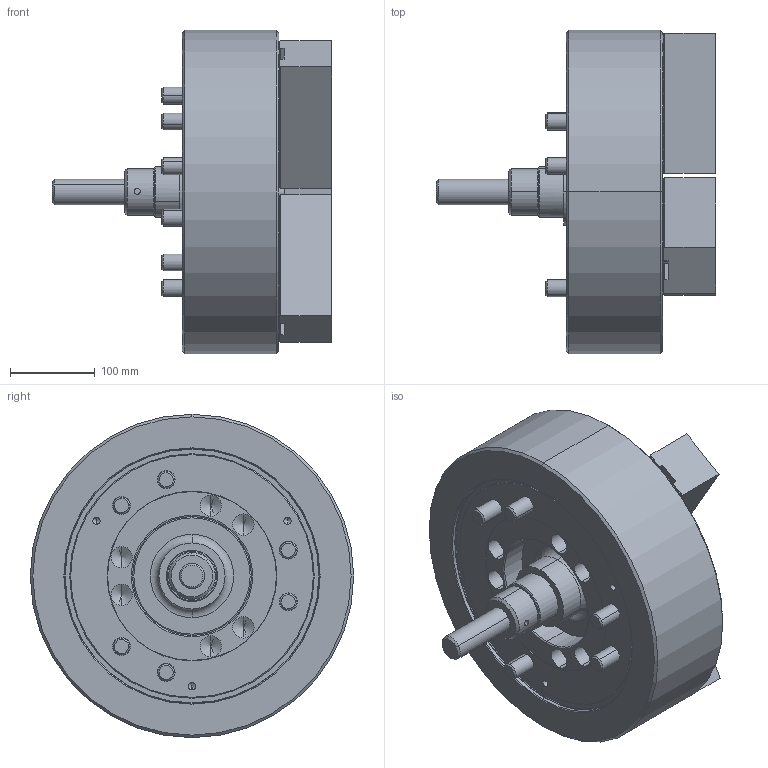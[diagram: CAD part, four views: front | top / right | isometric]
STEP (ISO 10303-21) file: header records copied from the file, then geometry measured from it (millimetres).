
FILE_DESCRIPTION (( 'STEP AP203' ), '1' );
FILE_NAME ('CF-3M-215.STEP', '2020-01-08T02:37:09', ( 'temp' ), ( '' ), 'SwSTEP 2.0', 'SolidWorks 2016', '' );
FILE_SCHEMA (( 'CONFIG_CONTROL_DESIGN' ));
Length unit declared in the file: millimetre
Products named in the file (11): 3P-15-05000; 3P-15-06000; 3P-215-01010; 圓頭內六角螺栓_M30x125(全牙); 3P-215-02010; CF-3M-215; SJ-15P; 3P-215-04010; 圓頭內六角螺栓_M8x16; 圓頭內六角螺栓_M20x55; 圓頭內六角螺栓_M20x115
Assembly tree (24 placements, depth 2):
  CF-3M-215
    3P-215-01010
    3P-215-02010
    SJ-15P  x3
    3P-215-04010
    圓頭內六角螺栓_M8x16  x3
    圓頭內六角螺栓_M20x55  x6
    圓頭內六角螺栓_M20x115  x6
    3P-15-05000
    3P-15-06000
    圓頭內六角螺栓_M30x125(全牙)
Bounding box: 329 x 381 x 381 mm (x, y, z)
Volume: 13929638.7 mm3; surface area: 932809.1 mm2
Topology: 24 solids, 24 shells, 3437 faces, 9760 edges, 6400 vertices
Faces by surface type: plane 2335, cylinder 870, cone 222, torus 10
Entity records: 43349 total; most frequent: CARTESIAN_POINT 9032, ORIENTED_EDGE 7292, DIRECTION 6308, EDGE_CURVE 3646, LINE 2656, VECTOR 2656, VERTEX_POINT 2394, AXIS2_PLACEMENT_3D 1826
